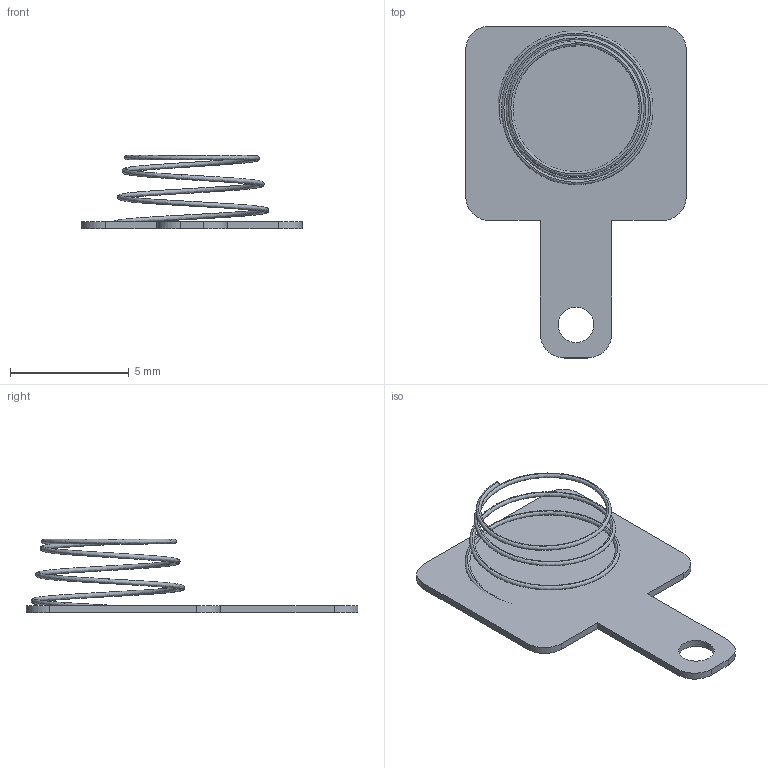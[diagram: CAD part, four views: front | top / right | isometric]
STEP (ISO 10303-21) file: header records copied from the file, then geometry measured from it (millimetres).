
FILE_DESCRIPTION(/* description */ (''),/* implementation_level */ '2;1');
FILE_NAME(/* name */ '1XAAA_yaylı v1.step',/* time_stamp */ '2022-02-20T12:16:21+03:00',/* author */ (''),/* organization */ (''),/* preprocessor_version */ 'ST-DEVELOPER v18.1',/* originating_system */ 'Autodesk Translation Framework v10.10.0.1391',/* authorisation */ '');
FILE_SCHEMA (('AUTOMOTIVE_DESIGN { 1 0 10303 214 3 1 1 }'));
Length unit declared in the file: millimetre
Products named in the file (2): 1XAAA_yaylı; sprezyna
Assembly tree (1 placements, depth 2):
  1XAAA_yaylı
    sprezyna
Bounding box: 9.3 x 14 x 3.1 mm (x, y, z)
Volume: 29 mm3; surface area: 233.7 mm2
Topology: 2 solids, 2 shells, 21 faces, 51 edges, 34 vertices
Faces by surface type: plane 12, cylinder 7, bspline 2
Full cylindrical faces by diameter (mm): 1.5 x1
Entity records: 1759 total; most frequent: CARTESIAN_POINT 1202, DIRECTION 103, ORIENTED_EDGE 102, EDGE_CURVE 51, AXIS2_PLACEMENT_3D 36, VERTEX_POINT 34, LINE 31, VECTOR 31
